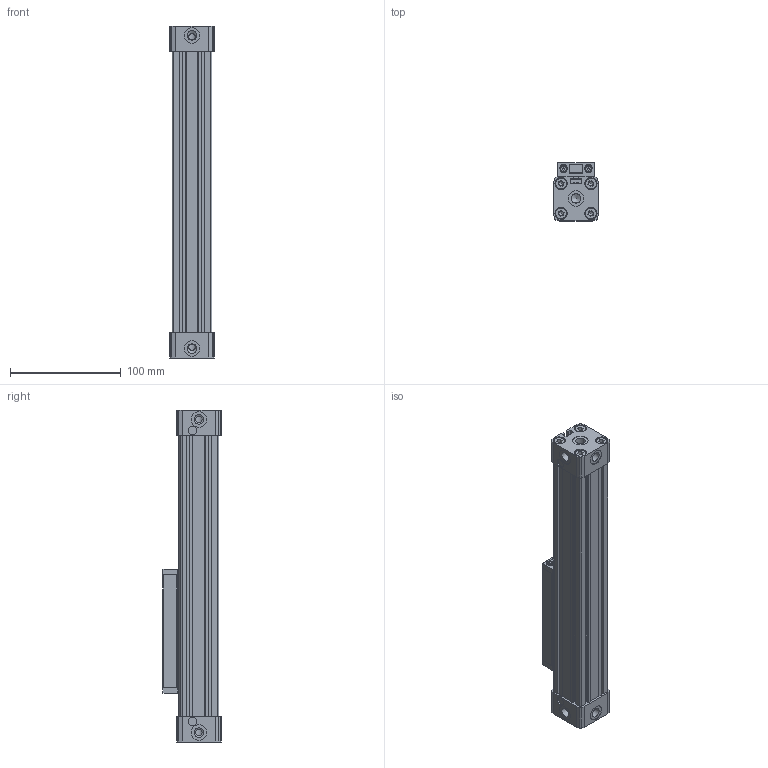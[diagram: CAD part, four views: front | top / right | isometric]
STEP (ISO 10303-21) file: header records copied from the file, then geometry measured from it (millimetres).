
FILE_DESCRIPTION(/* implementation_level */ '2;1');
FILE_NAME(/* name */ 'PLF25 - P1 - 0100.stp',/* time_stamp */ '18-Jan-2021 12:16:59',/* author */ ('MEDAN GmbH-H.By.'),/* organization */ (''), /* preprocessor_version */ 'ST-DEVELOPER v11',/* originating_system */ 'SIEMENS PLM Software NX 7.5',/* authorisation */ '');
FILE_SCHEMA (('AUTOMOTIVE_DESIGN { 1 0 10303 214 1 1 1 1 }'));
Bounding box: 40 x 52.5 x 300 mm (x, y, z)
Volume: 331881.6 mm3; surface area: 142764.6 mm2
Topology: 25 solids, 25 shells, 676 faces, 1668 edges, 1082 vertices
Faces by surface type: plane 408, cylinder 186, cone 62, torus 20
Full cylindrical faces by diameter (mm): 2.43 x4, 2.5 x8, 3 x4, 3.5 x4, 4.2 x12, 4.826 x8, 5 x4, 5.5 x4, 6 x4, 7.5 x8, 7.6 x8, 8 x2, 8.666 x6, 10.5 x8, 11 x8, 14 x6, 25 x1
Entity records: 13689 total; most frequent: CRTPNT 2574, DRCTN 1959, ORNEDG 1828, EDGCRV 914, A2PL3D 693, VRTPNT 648, LINE 573, VECTOR 573
